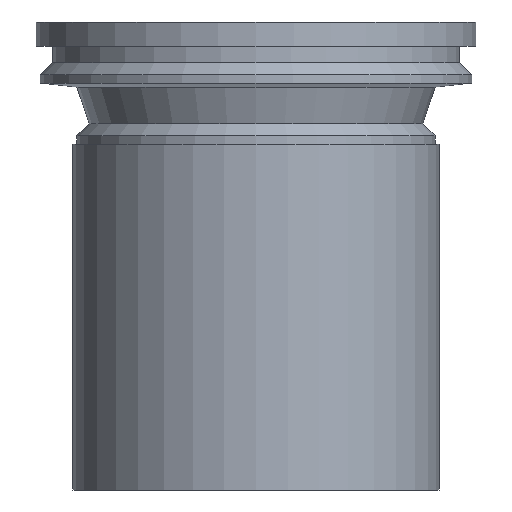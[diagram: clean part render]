
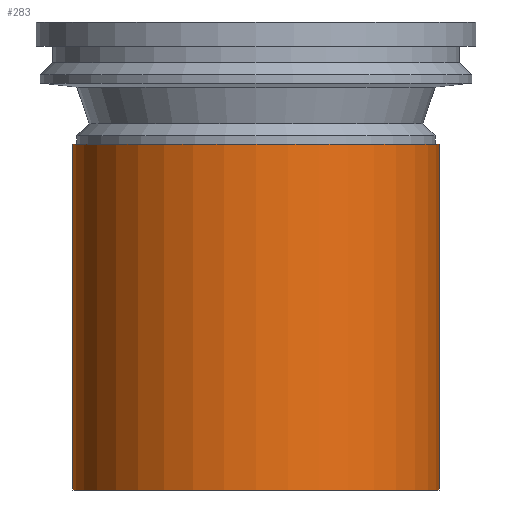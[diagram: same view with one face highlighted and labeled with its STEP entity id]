
A CAD part, front view. The second image highlights one B-rep face of the part: STEP entity #283.
In plain terms, the highlighted cylindrical face has radius 45 mm (diameter 90 mm), a full revolution.
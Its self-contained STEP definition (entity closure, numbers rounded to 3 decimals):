
#41=CYLINDRICAL_SURFACE('',#338,45.);
#52=ORIENTED_EDGE('',*,*,#97,.T.);
#53=ORIENTED_EDGE('',*,*,#99,.F.);
#97=EDGE_CURVE('',#122,#122,#147,.T.);
#99=EDGE_CURVE('',#124,#124,#149,.T.);
#122=VERTEX_POINT('',#494);
#124=VERTEX_POINT('',#500);
#147=CIRCLE('',#333,45.);
#149=CIRCLE('',#337,45.);
#177=EDGE_LOOP('',(#52));
#178=EDGE_LOOP('',(#53));
#227=FACE_BOUND('',#177,.T.);
#228=FACE_BOUND('',#178,.T.);
#283=ADVANCED_FACE('',(#227,#228),#41,.T.);
#333=AXIS2_PLACEMENT_3D('',#493,#389,#390);
#337=AXIS2_PLACEMENT_3D('',#499,#397,#398);
#338=AXIS2_PLACEMENT_3D('',#501,#399,#400);
#389=DIRECTION('',(0.,0.,1.));
#390=DIRECTION('',(1.,0.,0.));
#397=DIRECTION('',(0.,0.,1.));
#398=DIRECTION('',(1.,0.,0.));
#399=DIRECTION('',(0.,0.,1.));
#400=DIRECTION('',(1.,0.,0.));
#493=CARTESIAN_POINT('',(0.,0.,-85.));
#494=CARTESIAN_POINT('',(45.,0.,-85.));
#499=CARTESIAN_POINT('',(0.,0.,0.));
#500=CARTESIAN_POINT('',(45.,0.,0.));
#501=CARTESIAN_POINT('',(0.,0.,50.));
